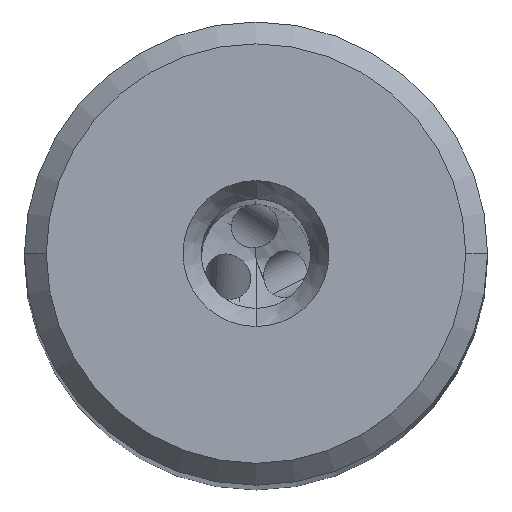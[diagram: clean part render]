
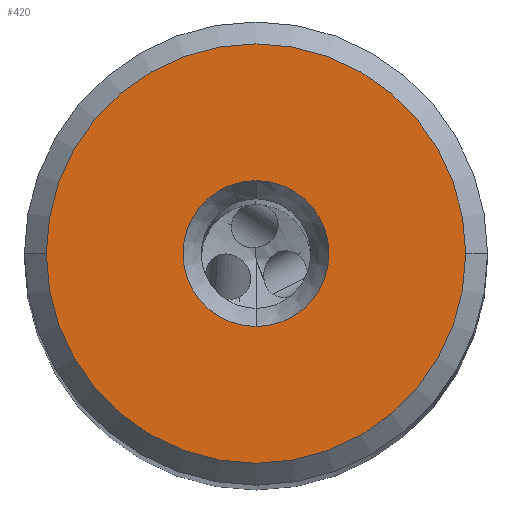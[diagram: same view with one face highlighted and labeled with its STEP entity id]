
A CAD part, top view. The second image highlights one B-rep face of the part: STEP entity #420.
In plain terms, the highlighted planar face has unit normal (0, 0, 1).
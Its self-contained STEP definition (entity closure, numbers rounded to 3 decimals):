
#155=FACE_BOUND('',#1206,.T.);
#156=FACE_BOUND('',#1207,.T.);
#252=PLANE('',#6162);
#420=ADVANCED_FACE('',(#155,#156),#252,.T.);
#1206=EDGE_LOOP('',(#3196,#3197,#3198));
#1207=EDGE_LOOP('',(#3199,#3200));
#3196=ORIENTED_EDGE('',*,*,#5112,.F.);
#3197=ORIENTED_EDGE('',*,*,#5113,.F.);
#3198=ORIENTED_EDGE('',*,*,#5114,.F.);
#3199=ORIENTED_EDGE('',*,*,#5115,.F.);
#3200=ORIENTED_EDGE('',*,*,#5111,.F.);
#4408=VERTEX_POINT('',#12632);
#4409=VERTEX_POINT('',#12634);
#4410=VERTEX_POINT('',#12638);
#4411=VERTEX_POINT('',#12639);
#4412=VERTEX_POINT('',#12641);
#5111=EDGE_CURVE('',#4409,#4408,#5599,.T.);
#5112=EDGE_CURVE('',#4410,#4411,#5600,.T.);
#5113=EDGE_CURVE('',#4412,#4410,#5601,.T.);
#5114=EDGE_CURVE('',#4411,#4412,#5602,.T.);
#5115=EDGE_CURVE('',#4408,#4409,#5603,.T.);
#5599=CIRCLE('',#6156,4.);
#5600=CIRCLE('',#6158,11.5);
#5601=CIRCLE('',#6159,11.5);
#5602=CIRCLE('',#6160,11.5);
#5603=CIRCLE('',#6161,4.);
#6156=AXIS2_PLACEMENT_3D('',#12635,#7233,#7234);
#6158=AXIS2_PLACEMENT_3D('',#12637,#7237,#7238);
#6159=AXIS2_PLACEMENT_3D('',#12640,#7239,#7240);
#6160=AXIS2_PLACEMENT_3D('',#12642,#7241,#7242);
#6161=AXIS2_PLACEMENT_3D('',#12643,#7243,#7244);
#6162=AXIS2_PLACEMENT_3D('',#12644,#7245,#7246);
#7233=DIRECTION('',(0.,0.,1.));
#7234=DIRECTION('',(0.,-1.,0.));
#7237=DIRECTION('',(0.,0.,-1.));
#7238=DIRECTION('',(-1.,0.,0.));
#7239=DIRECTION('',(0.,0.,-1.));
#7240=DIRECTION('',(0.,-1.,0.));
#7241=DIRECTION('',(0.,0.,-1.));
#7242=DIRECTION('',(1.,0.,0.));
#7243=DIRECTION('',(0.,0.,1.));
#7244=DIRECTION('',(0.,1.,0.));
#7245=DIRECTION('',(0.,0.,1.));
#7246=DIRECTION('',(-1.,0.,0.));
#12632=CARTESIAN_POINT('',(0.,4.,0.));
#12634=CARTESIAN_POINT('',(0.,-4.,0.));
#12635=CARTESIAN_POINT('',(0.,0.,0.));
#12637=CARTESIAN_POINT('',(0.,0.,0.));
#12638=CARTESIAN_POINT('',(-11.5,0.,0.));
#12639=CARTESIAN_POINT('',(11.5,0.,0.));
#12640=CARTESIAN_POINT('',(0.,0.,0.));
#12641=CARTESIAN_POINT('',(0.,-11.5,0.));
#12642=CARTESIAN_POINT('',(0.,0.,0.));
#12643=CARTESIAN_POINT('',(0.,0.,0.));
#12644=CARTESIAN_POINT('',(0.,0.,0.));
